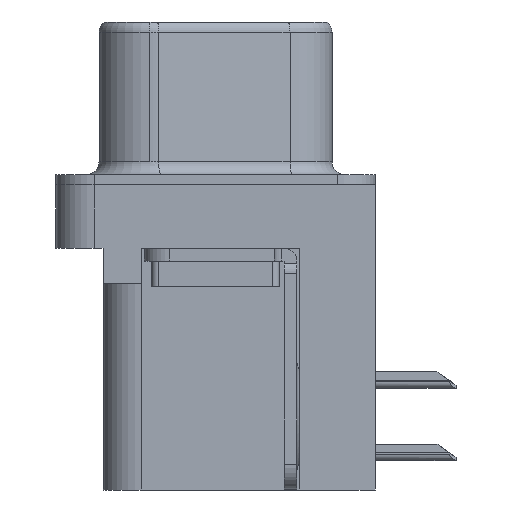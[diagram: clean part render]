
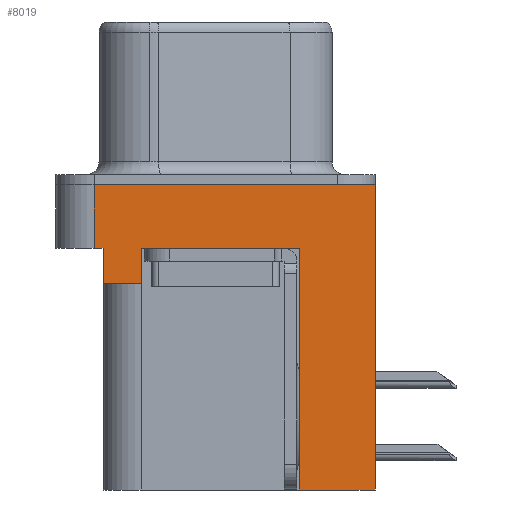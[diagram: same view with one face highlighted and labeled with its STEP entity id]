
A CAD part, left-side view. The second image highlights one B-rep face of the part: STEP entity #8019.
In plain terms, the highlighted planar face has unit normal (-1, 0, 0).
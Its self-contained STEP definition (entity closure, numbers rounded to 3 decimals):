
#34 = CARTESIAN_POINT ( 'NONE',  ( -2.91, 4.425, -2.5 ) ) ;
#732 = EDGE_CURVE ( 'NONE', #17081, #20243, #1740, .T. ) ;
#1740 = LINE ( 'NONE', #15058, #8610 ) ;
#1914 = DIRECTION ( 'NONE',  ( 0., 0., 1. ) ) ;
#2052 = VECTOR ( 'NONE', #23012, 1000. ) ;
#2111 = ORIENTED_EDGE ( 'NONE', *, *, #3669, .F. ) ;
#2178 = DIRECTION ( 'NONE',  ( 0., -1., 0. ) ) ;
#2575 = DIRECTION ( 'NONE',  ( 0., 1., 0. ) ) ;
#2580 = VERTEX_POINT ( 'NONE', #4387 ) ;
#2635 = EDGE_CURVE ( 'NONE', #19473, #20243, #14307, .T. ) ;
#3002 = DIRECTION ( 'NONE',  ( 0., 0., 1. ) ) ;
#3669 = EDGE_CURVE ( 'NONE', #2580, #15835, #27915, .T. ) ;
#4113 = LINE ( 'NONE', #16431, #2052 ) ;
#4199 = ORIENTED_EDGE ( 'NONE', *, *, #732, .F. ) ;
#4387 = CARTESIAN_POINT ( 'NONE',  ( -2.91, 4.775, 0. ) ) ;
#4505 = EDGE_CURVE ( 'NONE', #17814, #19665, #19676, .T. ) ;
#4894 = ORIENTED_EDGE ( 'NONE', *, *, #4904, .T. ) ;
#4896 = ORIENTED_EDGE ( 'NONE', *, *, #2635, .T. ) ;
#4904 = EDGE_CURVE ( 'NONE', #19665, #25046, #12114, .T. ) ;
#5287 = LINE ( 'NONE', #7362, #17594 ) ;
#5618 = ORIENTED_EDGE ( 'NONE', *, *, #14004, .F. ) ;
#6329 = PLANE ( 'NONE',  #18984 ) ;
#6386 = VECTOR ( 'NONE', #2575, 1000. ) ;
#6617 = CARTESIAN_POINT ( 'NONE',  ( -2.91, -6.275, -2.5 ) ) ;
#7362 = CARTESIAN_POINT ( 'NONE',  ( -2.91, 4.775, -2.5 ) ) ;
#8019 = ADVANCED_FACE ( 'NONE', ( #14892 ), #6329, .T. ) ;
#8483 = EDGE_CURVE ( 'NONE', #19473, #2580, #5287, .T. ) ;
#8610 = VECTOR ( 'NONE', #26995, 1000. ) ;
#8881 = CARTESIAN_POINT ( 'NONE',  ( -2.91, -6.275, -2.5 ) ) ;
#9547 = DIRECTION ( 'NONE',  ( 0., 0., 1. ) ) ;
#10152 = EDGE_LOOP ( 'NONE', ( #2111, #19475, #4896, #4199, #10889, #11601, #4894, #5618, #27512, #26738 ) ) ;
#10279 = DIRECTION ( 'NONE',  ( 0., 0., 1. ) ) ;
#10889 = ORIENTED_EDGE ( 'NONE', *, *, #15030, .F. ) ;
#10900 = CARTESIAN_POINT ( 'NONE',  ( -2.91, 2.895, -3.9 ) ) ;
#11601 = ORIENTED_EDGE ( 'NONE', *, *, #4505, .T. ) ;
#12114 = LINE ( 'NONE', #27837, #28190 ) ;
#12300 = DIRECTION ( 'NONE',  ( -1., 0., 0. ) ) ;
#12543 = CARTESIAN_POINT ( 'NONE',  ( -2.91, -3.295, -12. ) ) ;
#12816 = VECTOR ( 'NONE', #3002, 1000. ) ;
#12833 = DIRECTION ( 'NONE',  ( 0., -1., 0. ) ) ;
#13270 = CARTESIAN_POINT ( 'NONE',  ( -2.91, -6.275, -12. ) ) ;
#13721 = CARTESIAN_POINT ( 'NONE',  ( -2.91, -6.275, 0. ) ) ;
#14004 = EDGE_CURVE ( 'NONE', #26974, #25046, #23554, .T. ) ;
#14307 = LINE ( 'NONE', #6617, #22180 ) ;
#14892 = FACE_OUTER_BOUND ( 'NONE', #10152, .T. ) ;
#15030 = EDGE_CURVE ( 'NONE', #17814, #17081, #18367, .T. ) ;
#15058 = CARTESIAN_POINT ( 'NONE',  ( -2.91, 4.425, -3.9 ) ) ;
#15835 = VERTEX_POINT ( 'NONE', #17731 ) ;
#16001 = EDGE_CURVE ( 'NONE', #22522, #26974, #23691, .T. ) ;
#16301 = VECTOR ( 'NONE', #12833, 1000. ) ;
#16431 = CARTESIAN_POINT ( 'NONE',  ( -2.91, -6.275, -2.5 ) ) ;
#17081 = VERTEX_POINT ( 'NONE', #21838 ) ;
#17594 = VECTOR ( 'NONE', #9547, 1000. ) ;
#17731 = CARTESIAN_POINT ( 'NONE',  ( -2.91, -6.275, 0. ) ) ;
#17814 = VERTEX_POINT ( 'NONE', #10900 ) ;
#18367 = LINE ( 'NONE', #22381, #6386 ) ;
#18716 = CARTESIAN_POINT ( 'NONE',  ( -2.91, 4.775, -2.5 ) ) ;
#18895 = DIRECTION ( 'NONE',  ( 0., -1., 0. ) ) ;
#18984 = AXIS2_PLACEMENT_3D ( 'NONE', #8881, #12300, #10279 ) ;
#19311 = CARTESIAN_POINT ( 'NONE',  ( -2.91, -3.295, -12. ) ) ;
#19473 = VERTEX_POINT ( 'NONE', #18716 ) ;
#19475 = ORIENTED_EDGE ( 'NONE', *, *, #8483, .F. ) ;
#19665 = VERTEX_POINT ( 'NONE', #21094 ) ;
#19676 = LINE ( 'NONE', #24823, #12816 ) ;
#20243 = VERTEX_POINT ( 'NONE', #34 ) ;
#20654 = CARTESIAN_POINT ( 'NONE',  ( -2.91, -3.295, -12. ) ) ;
#21094 = CARTESIAN_POINT ( 'NONE',  ( -2.91, 2.895, -2.5 ) ) ;
#21393 = CARTESIAN_POINT ( 'NONE',  ( -2.91, -3.295, -2.5 ) ) ;
#21838 = CARTESIAN_POINT ( 'NONE',  ( -2.91, 4.425, -3.9 ) ) ;
#22180 = VECTOR ( 'NONE', #2178, 1000. ) ;
#22381 = CARTESIAN_POINT ( 'NONE',  ( -2.91, 4.425, -3.9 ) ) ;
#22522 = VERTEX_POINT ( 'NONE', #13270 ) ;
#22853 = DIRECTION ( 'NONE',  ( 0., 1., 0. ) ) ;
#23012 = DIRECTION ( 'NONE',  ( 0., 0., 1. ) ) ;
#23219 = VECTOR ( 'NONE', #1914, 1000. ) ;
#23554 = LINE ( 'NONE', #12543, #23219 ) ;
#23691 = LINE ( 'NONE', #20654, #25382 ) ;
#24823 = CARTESIAN_POINT ( 'NONE',  ( -2.91, 2.895, -3.9 ) ) ;
#24847 = EDGE_CURVE ( 'NONE', #22522, #15835, #4113, .T. ) ;
#25046 = VERTEX_POINT ( 'NONE', #21393 ) ;
#25382 = VECTOR ( 'NONE', #22853, 1000. ) ;
#26738 = ORIENTED_EDGE ( 'NONE', *, *, #24847, .T. ) ;
#26974 = VERTEX_POINT ( 'NONE', #19311 ) ;
#26995 = DIRECTION ( 'NONE',  ( 0., 0., 1. ) ) ;
#27512 = ORIENTED_EDGE ( 'NONE', *, *, #16001, .F. ) ;
#27837 = CARTESIAN_POINT ( 'NONE',  ( -2.91, -6.275, -2.5 ) ) ;
#27915 = LINE ( 'NONE', #13721, #16301 ) ;
#28190 = VECTOR ( 'NONE', #18895, 1000. ) ;
